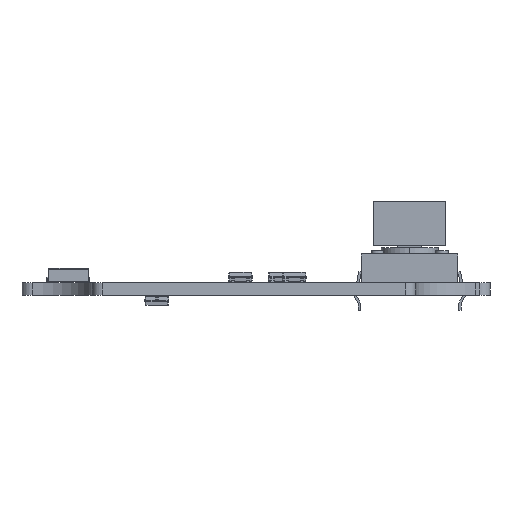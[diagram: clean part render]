
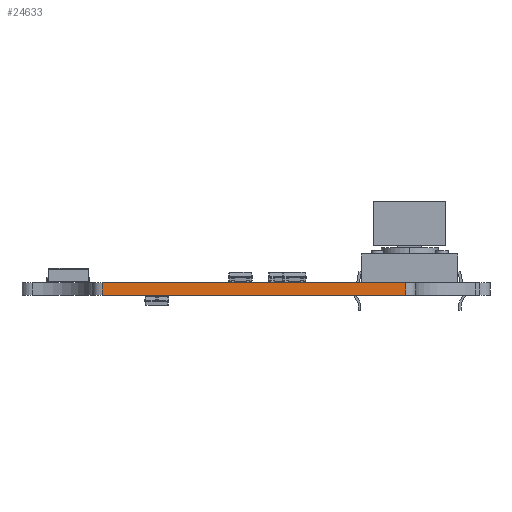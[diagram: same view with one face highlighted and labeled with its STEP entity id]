
A CAD part, left-side view. The second image highlights one B-rep face of the part: STEP entity #24633.
In plain terms, the highlighted planar face has unit normal (-1, 0, 0).
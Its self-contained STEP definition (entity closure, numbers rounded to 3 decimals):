
#18118 = PLANE('',#18119);
#18119 = AXIS2_PLACEMENT_3D('',#18120,#18121,#18122);
#18120 = CARTESIAN_POINT('',(101.266,-63.366,1.6));
#18121 = DIRECTION('',(0.,0.,1.));
#18122 = DIRECTION('',(1.,0.,-0.));
#18172 = PLANE('',#18173);
#18173 = AXIS2_PLACEMENT_3D('',#18174,#18175,#18176);
#18174 = CARTESIAN_POINT('',(101.266,-63.366,0.));
#18175 = DIRECTION('',(0.,0.,1.));
#18176 = DIRECTION('',(1.,0.,-0.));
#18626 = VERTEX_POINT('',#18627);
#18627 = CARTESIAN_POINT('',(56.25,-44.25,0.));
#18642 = CYLINDRICAL_SURFACE('',#18643,1.25);
#18643 = AXIS2_PLACEMENT_3D('',#18644,#18645,#18646);
#18644 = CARTESIAN_POINT('',(57.5,-44.25,0.));
#18645 = DIRECTION('',(-0.,-0.,-1.));
#18646 = DIRECTION('',(1.,0.,-0.));
#18654 = EDGE_CURVE('',#18626,#18655,#18657,.T.);
#18655 = VERTEX_POINT('',#18656);
#18656 = CARTESIAN_POINT('',(56.25,-82.,0.));
#18657 = SURFACE_CURVE('',#18658,(#18662,#18669),.PCURVE_S1.);
#18658 = LINE('',#18659,#18660);
#18659 = CARTESIAN_POINT('',(56.25,-44.25,0.));
#18660 = VECTOR('',#18661,1.);
#18661 = DIRECTION('',(0.,-1.,0.));
#18662 = PCURVE('',#18172,#18663);
#18663 = DEFINITIONAL_REPRESENTATION('',(#18664),#18668);
#18664 = LINE('',#18665,#18666);
#18665 = CARTESIAN_POINT('',(-45.016,19.116));
#18666 = VECTOR('',#18667,1.);
#18667 = DIRECTION('',(0.,-1.));
#18668 = ( GEOMETRIC_REPRESENTATION_CONTEXT(2) 
PARAMETRIC_REPRESENTATION_CONTEXT() REPRESENTATION_CONTEXT('2D SPACE',''
  ) );
#18669 = PCURVE('',#18670,#18675);
#18670 = PLANE('',#18671);
#18671 = AXIS2_PLACEMENT_3D('',#18672,#18673,#18674);
#18672 = CARTESIAN_POINT('',(56.25,-44.25,0.));
#18673 = DIRECTION('',(1.,0.,-0.));
#18674 = DIRECTION('',(0.,-1.,0.));
#18675 = DEFINITIONAL_REPRESENTATION('',(#18676),#18680);
#18676 = LINE('',#18677,#18678);
#18677 = CARTESIAN_POINT('',(0.,0.));
#18678 = VECTOR('',#18679,1.);
#18679 = DIRECTION('',(1.,0.));
#18680 = ( GEOMETRIC_REPRESENTATION_CONTEXT(2) 
PARAMETRIC_REPRESENTATION_CONTEXT() REPRESENTATION_CONTEXT('2D SPACE',''
  ) );
#18699 = CYLINDRICAL_SURFACE('',#18700,1.25);
#18700 = AXIS2_PLACEMENT_3D('',#18701,#18702,#18703);
#18701 = CARTESIAN_POINT('',(57.5,-82.,0.));
#18702 = DIRECTION('',(-0.,-0.,-1.));
#18703 = DIRECTION('',(1.,0.,-0.));
#21886 = VERTEX_POINT('',#21887);
#21887 = CARTESIAN_POINT('',(56.25,-44.25,1.6));
#21909 = EDGE_CURVE('',#21886,#21910,#21912,.T.);
#21910 = VERTEX_POINT('',#21911);
#21911 = CARTESIAN_POINT('',(56.25,-82.,1.6));
#21912 = SURFACE_CURVE('',#21913,(#21917,#21924),.PCURVE_S1.);
#21913 = LINE('',#21914,#21915);
#21914 = CARTESIAN_POINT('',(56.25,-44.25,1.6));
#21915 = VECTOR('',#21916,1.);
#21916 = DIRECTION('',(0.,-1.,0.));
#21917 = PCURVE('',#18118,#21918);
#21918 = DEFINITIONAL_REPRESENTATION('',(#21919),#21923);
#21919 = LINE('',#21920,#21921);
#21920 = CARTESIAN_POINT('',(-45.016,19.116));
#21921 = VECTOR('',#21922,1.);
#21922 = DIRECTION('',(0.,-1.));
#21923 = ( GEOMETRIC_REPRESENTATION_CONTEXT(2) 
PARAMETRIC_REPRESENTATION_CONTEXT() REPRESENTATION_CONTEXT('2D SPACE',''
  ) );
#21924 = PCURVE('',#18670,#21925);
#21925 = DEFINITIONAL_REPRESENTATION('',(#21926),#21930);
#21926 = LINE('',#21927,#21928);
#21927 = CARTESIAN_POINT('',(0.,-1.6));
#21928 = VECTOR('',#21929,1.);
#21929 = DIRECTION('',(1.,0.));
#21930 = ( GEOMETRIC_REPRESENTATION_CONTEXT(2) 
PARAMETRIC_REPRESENTATION_CONTEXT() REPRESENTATION_CONTEXT('2D SPACE',''
  ) );
#24583 = EDGE_CURVE('',#18655,#21910,#24584,.T.);
#24584 = SURFACE_CURVE('',#24585,(#24589,#24596),.PCURVE_S1.);
#24585 = LINE('',#24586,#24587);
#24586 = CARTESIAN_POINT('',(56.25,-82.,0.));
#24587 = VECTOR('',#24588,1.);
#24588 = DIRECTION('',(0.,0.,1.));
#24589 = PCURVE('',#18699,#24590);
#24590 = DEFINITIONAL_REPRESENTATION('',(#24591),#24595);
#24591 = LINE('',#24592,#24593);
#24592 = CARTESIAN_POINT('',(-3.142,0.));
#24593 = VECTOR('',#24594,1.);
#24594 = DIRECTION('',(-0.,-1.));
#24595 = ( GEOMETRIC_REPRESENTATION_CONTEXT(2) 
PARAMETRIC_REPRESENTATION_CONTEXT() REPRESENTATION_CONTEXT('2D SPACE',''
  ) );
#24596 = PCURVE('',#18670,#24597);
#24597 = DEFINITIONAL_REPRESENTATION('',(#24598),#24602);
#24598 = LINE('',#24599,#24600);
#24599 = CARTESIAN_POINT('',(37.75,0.));
#24600 = VECTOR('',#24601,1.);
#24601 = DIRECTION('',(0.,-1.));
#24602 = ( GEOMETRIC_REPRESENTATION_CONTEXT(2) 
PARAMETRIC_REPRESENTATION_CONTEXT() REPRESENTATION_CONTEXT('2D SPACE',''
  ) );
#24633 = ADVANCED_FACE('',(#24634),#18670,.F.);
#24634 = FACE_BOUND('',#24635,.F.);
#24635 = EDGE_LOOP('',(#24636,#24657,#24658,#24659));
#24636 = ORIENTED_EDGE('',*,*,#24637,.T.);
#24637 = EDGE_CURVE('',#18626,#21886,#24638,.T.);
#24638 = SURFACE_CURVE('',#24639,(#24643,#24650),.PCURVE_S1.);
#24639 = LINE('',#24640,#24641);
#24640 = CARTESIAN_POINT('',(56.25,-44.25,0.));
#24641 = VECTOR('',#24642,1.);
#24642 = DIRECTION('',(0.,0.,1.));
#24643 = PCURVE('',#18670,#24644);
#24644 = DEFINITIONAL_REPRESENTATION('',(#24645),#24649);
#24645 = LINE('',#24646,#24647);
#24646 = CARTESIAN_POINT('',(0.,0.));
#24647 = VECTOR('',#24648,1.);
#24648 = DIRECTION('',(0.,-1.));
#24649 = ( GEOMETRIC_REPRESENTATION_CONTEXT(2) 
PARAMETRIC_REPRESENTATION_CONTEXT() REPRESENTATION_CONTEXT('2D SPACE',''
  ) );
#24650 = PCURVE('',#18642,#24651);
#24651 = DEFINITIONAL_REPRESENTATION('',(#24652),#24656);
#24652 = LINE('',#24653,#24654);
#24653 = CARTESIAN_POINT('',(-3.142,0.));
#24654 = VECTOR('',#24655,1.);
#24655 = DIRECTION('',(-0.,-1.));
#24656 = ( GEOMETRIC_REPRESENTATION_CONTEXT(2) 
PARAMETRIC_REPRESENTATION_CONTEXT() REPRESENTATION_CONTEXT('2D SPACE',''
  ) );
#24657 = ORIENTED_EDGE('',*,*,#21909,.T.);
#24658 = ORIENTED_EDGE('',*,*,#24583,.F.);
#24659 = ORIENTED_EDGE('',*,*,#18654,.F.);
